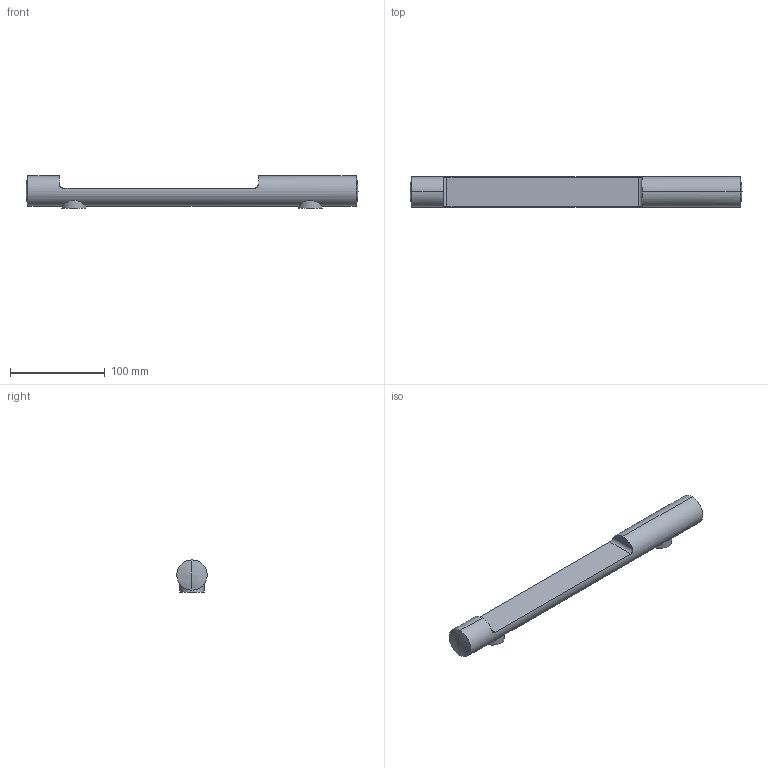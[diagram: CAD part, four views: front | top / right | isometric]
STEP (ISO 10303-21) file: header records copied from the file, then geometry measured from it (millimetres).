
FILE_DESCRIPTION(('starvars output'),'2;1');
FILE_NAME('cv20171024141356000011814.stp','14:13:56 2017/10/24',( 'Thomas Industrial Network Germany GmbH'),( 'Thomas Industrial Network Germany GmbH'),'unknown preprocess','ACIS' ,'unknown authorization');
FILE_SCHEMA(('CONFIG_CONTROL_DESIGN {UNKNOWN IMPLEMENTATION LEVEL}'));
Length unit declared in the file: millimetre
Products named in the file (1): PRODUCT_ID_1
Bounding box: 351 x 32 x 34 mm (x, y, z)
Volume: 221091.1 mm3; surface area: 35078.6 mm2
Topology: 1 solids, 1 shells, 17 faces, 45 edges, 26 vertices
Faces by surface type: cylinder 8, plane 5, bspline 4
Entity records: 747 total; most frequent: CARTESIAN_POINT 319, ORIENTED_EDGE 82, DIRECTION 55, EDGE_CURVE 41, VERTEX_POINT 26, AXIS2_PLACEMENT_3D 20, EDGE_LOOP 17, FACE_BOUND 17
